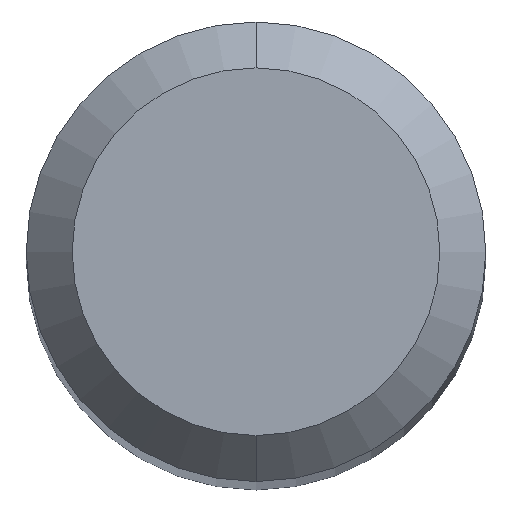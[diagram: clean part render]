
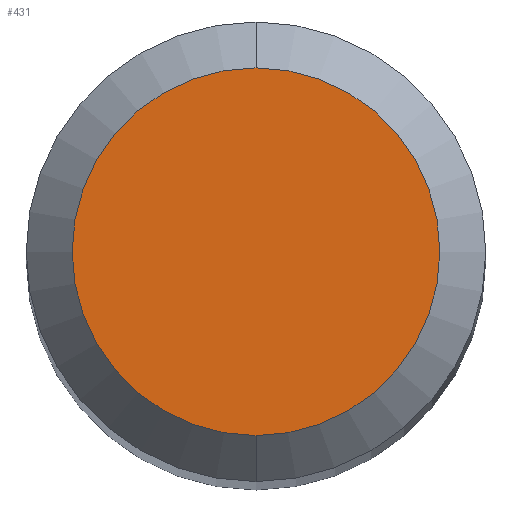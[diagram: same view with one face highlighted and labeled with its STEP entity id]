
A CAD part, top view. The second image highlights one B-rep face of the part: STEP entity #431.
In plain terms, the highlighted planar face has unit normal (0, 0, 1).
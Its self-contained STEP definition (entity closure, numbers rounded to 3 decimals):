
#417=EDGE_CURVE('',#479,#499,#1061,.T.);
#431=ADVANCED_FACE('',(#1076),#1077,.T.);
#479=VERTEX_POINT('',#1130);
#499=VERTEX_POINT('',#1152);
#745=EDGE_CURVE('',#499,#479,#1417,.T.);
#1061=CIRCLE('',#1912,1.2);
#1076=FACE_OUTER_BOUND('',#1935,.T.);
#1077=PLANE('',#1936);
#1130=CARTESIAN_POINT('',(0.0,1.2,0.0));
#1152=CARTESIAN_POINT('',(0.,-1.2,0.0));
#1417=CIRCLE('',#4483,1.2);
#1912=AXIS2_PLACEMENT_3D('',#5859,#5860,#5861);
#1935=EDGE_LOOP('',(#5878,#5879));
#1936=AXIS2_PLACEMENT_3D('',#5880,#5881,#5882);
#4483=AXIS2_PLACEMENT_3D('',#6211,#6212,#6213);
#5859=CARTESIAN_POINT('',(0.0,0.0,0.0));
#5860=DIRECTION('',(0.0,0.0,-1.0));
#5861=DIRECTION('',(0.0,1.0,0.0));
#5878=ORIENTED_EDGE('',*,*,#417,.F.);
#5879=ORIENTED_EDGE('',*,*,#745,.F.);
#5880=CARTESIAN_POINT('',(0.0,0.6,0.0));
#5881=DIRECTION('',(-0.0,0.0,1.0));
#5882=DIRECTION('',(0.0,-1.0,0.0));
#6211=CARTESIAN_POINT('',(0.0,0.0,0.0));
#6212=DIRECTION('',(0.0,0.0,-1.0));
#6213=DIRECTION('',(0.0,1.0,0.0));
